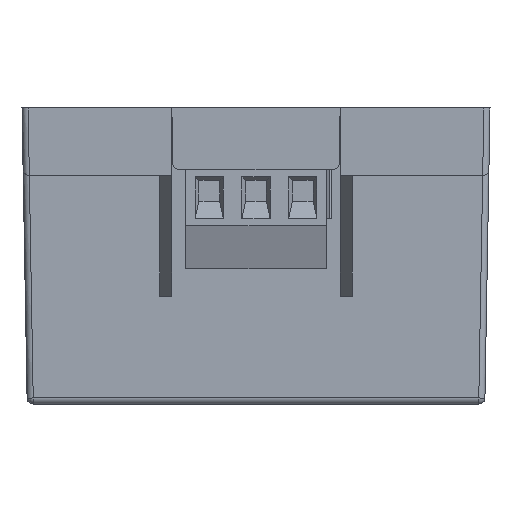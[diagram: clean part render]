
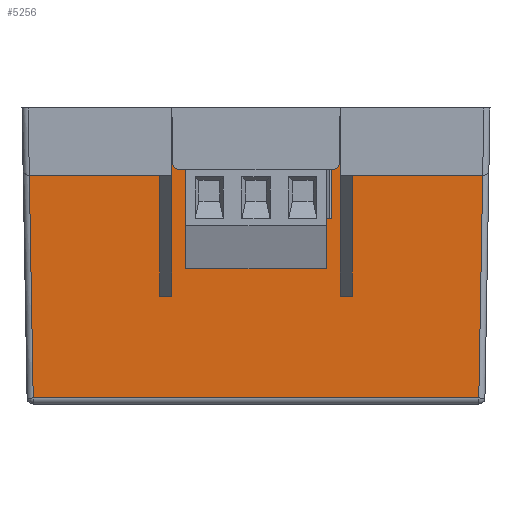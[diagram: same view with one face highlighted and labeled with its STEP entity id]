
A CAD part, left-side view. The second image highlights one B-rep face of the part: STEP entity #5256.
In plain terms, the highlighted face is planar.
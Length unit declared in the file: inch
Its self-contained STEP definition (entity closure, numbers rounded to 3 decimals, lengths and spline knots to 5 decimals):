
#176 = VERTEX_POINT ( 'NONE', #2290 ) ;
#204 = CARTESIAN_POINT ( 'NONE',  ( -1.32299, -0.25394, -0.07369 ) ) ;
#293 = DIRECTION ( 'NONE',  ( 0., 0., 1. ) ) ;
#372 = VERTEX_POINT ( 'NONE', #6732 ) ;
#393 = VERTEX_POINT ( 'NONE', #7136 ) ;
#501 = VECTOR ( 'NONE', #14829, 39.37008 ) ;
#706 = ORIENTED_EDGE ( 'NONE', *, *, #6836, .T. ) ;
#955 = DIRECTION ( 'NONE',  ( 0.017, 1., 0. ) ) ;
#1328 = DIRECTION ( 'NONE',  ( 0.017, 1., -0.017 ) ) ;
#1355 = VECTOR ( 'NONE', #7708, 39.37008 ) ;
#1604 = EDGE_CURVE ( 'NONE', #8230, #7169, #12601, .T. ) ;
#1874 = CARTESIAN_POINT ( 'NONE',  ( -1.32677, -0.47047, -0.07369 ) ) ;
#1876 = DIRECTION ( 'NONE',  ( -0.017, -1., 0. ) ) ;
#2085 = CARTESIAN_POINT ( 'NONE',  ( -1.32299, -0.25394, -0.07369 ) ) ;
#2290 = CARTESIAN_POINT ( 'NONE',  ( -1.32368, -0.29331, -0.26969 ) ) ;
#2367 = LINE ( 'NONE', #9853, #14401 ) ;
#2696 = LINE ( 'NONE', #7537, #1355 ) ;
#2974 = VERTEX_POINT ( 'NONE', #14168 ) ;
#3291 = CARTESIAN_POINT ( 'NONE',  ( -1.31055, 0.459, -0.71409 ) ) ;
#3500 = EDGE_LOOP ( 'NONE', ( #706, #10980, #4028, #6062, #4511, #8081, #14054, #7243, #9590, #7391, #8059, #9129 ) ) ;
#3732 = VECTOR ( 'NONE', #13277, 39.37008 ) ;
#3808 = CARTESIAN_POINT ( 'NONE',  ( -1.32299, -0.25394, 0.72654 ) ) ;
#4028 = ORIENTED_EDGE ( 'NONE', *, *, #11779, .T. ) ;
#4342 = VECTOR ( 'NONE', #293, 39.37008 ) ;
#4438 = CARTESIAN_POINT ( 'NONE',  ( -1.32299, -0.25394, -0.30906 ) ) ;
#4511 = ORIENTED_EDGE ( 'NONE', *, *, #10648, .T. ) ;
#4645 = VECTOR ( 'NONE', #15401, 39.37008 ) ;
#4758 = LINE ( 'NONE', #3291, #9399 ) ;
#5093 = DIRECTION ( 'NONE',  ( 0., 0., -1. ) ) ;
#5256 = ADVANCED_FACE ( 'NONE', ( #9447 ), #14453, .T. ) ;
#5321 = VECTOR ( 'NONE', #13349, 39.37008 ) ;
#5854 = EDGE_CURVE ( 'NONE', #372, #176, #11686, .T. ) ;
#5862 = LINE ( 'NONE', #10890, #501 ) ;
#5959 = EDGE_CURVE ( 'NONE', #7415, #8205, #4758, .T. ) ;
#6062 = ORIENTED_EDGE ( 'NONE', *, *, #1604, .T. ) ;
#6471 = AXIS2_PLACEMENT_3D ( 'NONE', #1874, #6959, #6886 ) ;
#6732 = CARTESIAN_POINT ( 'NONE',  ( -1.32368, -0.29331, 0.26969 ) ) ;
#6797 = VERTEX_POINT ( 'NONE', #10328 ) ;
#6828 = CARTESIAN_POINT ( 'NONE',  ( -1.32368, -0.29331, -0.75 ) ) ;
#6836 = EDGE_CURVE ( 'NONE', #6797, #7982, #5862, .T. ) ;
#6886 = DIRECTION ( 'NONE',  ( 0.017, 1., 0. ) ) ;
#6933 = EDGE_CURVE ( 'NONE', #8213, #2974, #11200, .T. ) ;
#6959 = DIRECTION ( 'NONE',  ( -1., 0.017, 0. ) ) ;
#6983 = DIRECTION ( 'NONE',  ( -0.017, -1., -0.017 ) ) ;
#7098 = CARTESIAN_POINT ( 'NONE',  ( -1.31625, 0.13249, -0.30906 ) ) ;
#7136 = CARTESIAN_POINT ( 'NONE',  ( -1.32299, -0.25394, 0.30906 ) ) ;
#7169 = VERTEX_POINT ( 'NONE', #11535 ) ;
#7236 = EDGE_CURVE ( 'NONE', #372, #6797, #2367, .T. ) ;
#7243 = ORIENTED_EDGE ( 'NONE', *, *, #11071, .T. ) ;
#7321 = VECTOR ( 'NONE', #1328, 39.37008 ) ;
#7391 = ORIENTED_EDGE ( 'NONE', *, *, #12441, .T. ) ;
#7415 = VERTEX_POINT ( 'NONE', #7713 ) ;
#7537 = CARTESIAN_POINT ( 'NONE',  ( -1.32677, -0.47047, -0.30906 ) ) ;
#7708 = DIRECTION ( 'NONE',  ( 0.017, 1., 0. ) ) ;
#7713 = CARTESIAN_POINT ( 'NONE',  ( -1.31055, 0.459, -0.71409 ) ) ;
#7786 = LINE ( 'NONE', #204, #4342 ) ;
#7982 = VERTEX_POINT ( 'NONE', #13037 ) ;
#8059 = ORIENTED_EDGE ( 'NONE', *, *, #5854, .F. ) ;
#8081 = ORIENTED_EDGE ( 'NONE', *, *, #5959, .T. ) ;
#8205 = VERTEX_POINT ( 'NONE', #13355 ) ;
#8213 = VERTEX_POINT ( 'NONE', #7098 ) ;
#8230 = VERTEX_POINT ( 'NONE', #11054 ) ;
#8278 = LINE ( 'NONE', #9277, #3732 ) ;
#8343 = LINE ( 'NONE', #2085, #5321 ) ;
#8999 = DIRECTION ( 'NONE',  ( 0., 0., 1. ) ) ;
#9129 = ORIENTED_EDGE ( 'NONE', *, *, #7236, .T. ) ;
#9258 = VECTOR ( 'NONE', #5093, 39.37008 ) ;
#9277 = CARTESIAN_POINT ( 'NONE',  ( -1.32677, -0.47047, 0.30906 ) ) ;
#9399 = VECTOR ( 'NONE', #6983, 39.37008 ) ;
#9447 = FACE_OUTER_BOUND ( 'NONE', #3500, .T. ) ;
#9590 = ORIENTED_EDGE ( 'NONE', *, *, #6933, .T. ) ;
#9853 = CARTESIAN_POINT ( 'NONE',  ( -1.32368, -0.29331, 0.26969 ) ) ;
#10223 = CARTESIAN_POINT ( 'NONE',  ( -1.31625, 0.13249, -0.07369 ) ) ;
#10328 = CARTESIAN_POINT ( 'NONE',  ( -1.31625, 0.13249, 0.26969 ) ) ;
#10338 = VECTOR ( 'NONE', #1876, 39.37008 ) ;
#10648 = EDGE_CURVE ( 'NONE', #7169, #7415, #14238, .T. ) ;
#10890 = CARTESIAN_POINT ( 'NONE',  ( -1.31625, 0.13249, -0.07369 ) ) ;
#10980 = ORIENTED_EDGE ( 'NONE', *, *, #14201, .T. ) ;
#11054 = CARTESIAN_POINT ( 'NONE',  ( -1.32299, -0.25394, 0.72654 ) ) ;
#11071 = EDGE_CURVE ( 'NONE', #15410, #8213, #2696, .T. ) ;
#11200 = LINE ( 'NONE', #10223, #11239 ) ;
#11239 = VECTOR ( 'NONE', #8999, 39.37008 ) ;
#11535 = CARTESIAN_POINT ( 'NONE',  ( -1.31055, 0.459, 0.71409 ) ) ;
#11686 = LINE ( 'NONE', #6828, #4645 ) ;
#11779 = EDGE_CURVE ( 'NONE', #393, #8230, #8343, .T. ) ;
#11979 = CARTESIAN_POINT ( 'NONE',  ( -1.31625, 0.13249, -0.26969 ) ) ;
#12441 = EDGE_CURVE ( 'NONE', #2974, #176, #14373, .T. ) ;
#12601 = LINE ( 'NONE', #3808, #7321 ) ;
#13037 = CARTESIAN_POINT ( 'NONE',  ( -1.31625, 0.13249, 0.30906 ) ) ;
#13277 = DIRECTION ( 'NONE',  ( -0.017, -1., 0. ) ) ;
#13349 = DIRECTION ( 'NONE',  ( 0., 0., 1. ) ) ;
#13355 = CARTESIAN_POINT ( 'NONE',  ( -1.32299, -0.25394, -0.72654 ) ) ;
#13905 = CARTESIAN_POINT ( 'NONE',  ( -1.31055, 0.459, -0.07369 ) ) ;
#14054 = ORIENTED_EDGE ( 'NONE', *, *, #15791, .T. ) ;
#14168 = CARTESIAN_POINT ( 'NONE',  ( -1.31625, 0.13249, -0.26969 ) ) ;
#14201 = EDGE_CURVE ( 'NONE', #7982, #393, #8278, .T. ) ;
#14238 = LINE ( 'NONE', #13905, #9258 ) ;
#14373 = LINE ( 'NONE', #11979, #10338 ) ;
#14401 = VECTOR ( 'NONE', #955, 39.37008 ) ;
#14453 = PLANE ( 'NONE',  #6471 ) ;
#14829 = DIRECTION ( 'NONE',  ( 0., 0., 1. ) ) ;
#15401 = DIRECTION ( 'NONE',  ( 0., 0., -1. ) ) ;
#15410 = VERTEX_POINT ( 'NONE', #4438 ) ;
#15791 = EDGE_CURVE ( 'NONE', #8205, #15410, #7786, .T. ) ;
